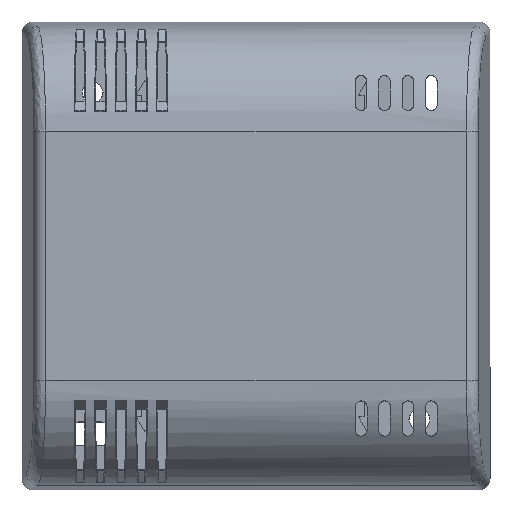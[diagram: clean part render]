
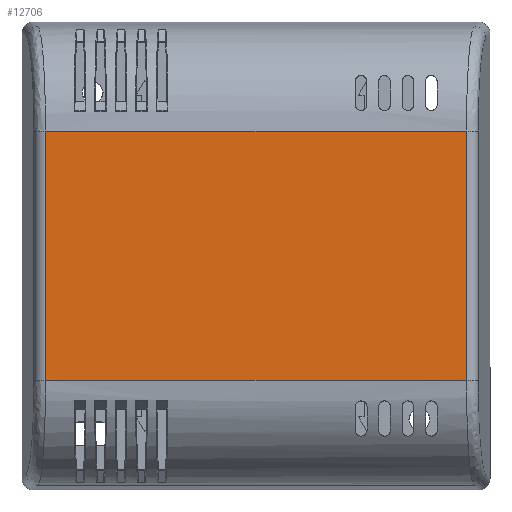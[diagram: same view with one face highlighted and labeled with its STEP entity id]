
A CAD part, top view. The second image highlights one B-rep face of the part: STEP entity #12706.
In plain terms, the highlighted face is planar.
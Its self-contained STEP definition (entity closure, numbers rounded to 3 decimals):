
#1461=FACE_OUTER_BOUND('',#2204,.T.);
#2204=EDGE_LOOP('',(#11057,#11058,#11059,#11060));
#3055=LINE('',#21064,#4136);
#3108=LINE('',#21783,#4189);
#3288=LINE('',#22850,#4369);
#3290=LINE('',#22890,#4371);
#4136=VECTOR('',#15868,10.);
#4189=VECTOR('',#16019,10.);
#4369=VECTOR('',#16505,10.);
#4371=VECTOR('',#16513,10.);
#5553=VERTEX_POINT('',#21060);
#5555=VERTEX_POINT('',#21063);
#5641=VERTEX_POINT('',#21778);
#5642=VERTEX_POINT('',#21781);
#7167=EDGE_CURVE('',#5553,#5555,#3055,.T.);
#7288=EDGE_CURVE('',#5642,#5641,#3108,.T.);
#7554=EDGE_CURVE('',#5641,#5553,#3288,.T.);
#7557=EDGE_CURVE('',#5555,#5642,#3290,.T.);
#11057=ORIENTED_EDGE('',*,*,#7554,.F.);
#11058=ORIENTED_EDGE('',*,*,#7288,.F.);
#11059=ORIENTED_EDGE('',*,*,#7557,.F.);
#11060=ORIENTED_EDGE('',*,*,#7167,.F.);
#11447=PLANE('',#13632);
#12706=ADVANCED_FACE('',(#1461),#11447,.T.);
#13632=AXIS2_PLACEMENT_3D('',#22889,#16511,#16512);
#15868=DIRECTION('',(0.,0.,-1.));
#16019=DIRECTION('',(0.,0.,1.));
#16505=DIRECTION('',(-1.,0.,0.));
#16511=DIRECTION('center_axis',(0.,1.,0.));
#16512=DIRECTION('ref_axis',(0.,0.,1.));
#16513=DIRECTION('',(1.,0.,0.));
#21060=CARTESIAN_POINT('',(18.681,25.,75.98));
#21063=CARTESIAN_POINT('',(18.681,25.,4.02));
#21064=CARTESIAN_POINT('',(18.681,25.,0.));
#21778=CARTESIAN_POINT('',(61.319,25.,75.98));
#21781=CARTESIAN_POINT('',(61.319,25.,4.02));
#21783=CARTESIAN_POINT('',(61.319,25.,0.));
#22850=CARTESIAN_POINT('',(20.,25.,75.98));
#22889=CARTESIAN_POINT('Origin',(0.,25.,0.));
#22890=CARTESIAN_POINT('',(20.,25.,4.02));
